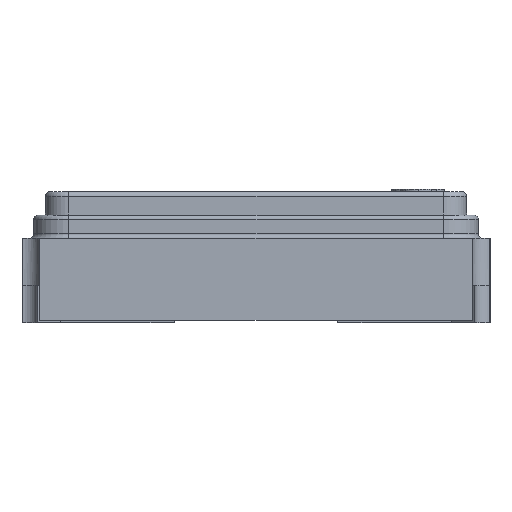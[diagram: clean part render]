
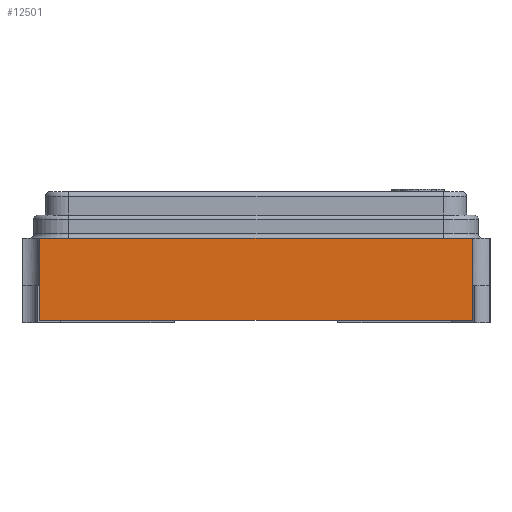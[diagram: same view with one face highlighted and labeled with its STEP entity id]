
A CAD part, left-side view. The second image highlights one B-rep face of the part: STEP entity #12501.
In plain terms, the highlighted planar face has unit normal (-1, 0, 0).
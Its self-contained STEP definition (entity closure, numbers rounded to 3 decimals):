
#24 = DIRECTION ( 'NONE',  ( 0., -1., 0. ) ) ;
#233 = VERTEX_POINT ( 'NONE', #4192 ) ;
#1168 = LINE ( 'NONE', #3453, #10125 ) ;
#1589 = CARTESIAN_POINT ( 'NONE',  ( -1.25, 0.925, 0. ) ) ;
#1604 = EDGE_LOOP ( 'NONE', ( #7823, #11422, #11802, #4584 ) ) ;
#1987 = CARTESIAN_POINT ( 'NONE',  ( -1.25, -0.925, 0.35 ) ) ;
#2180 = VERTEX_POINT ( 'NONE', #1987 ) ;
#2407 = DIRECTION ( 'NONE',  ( 0., -1., 0. ) ) ;
#3051 = DIRECTION ( 'NONE',  ( 0., 0., -1. ) ) ;
#3453 = CARTESIAN_POINT ( 'NONE',  ( -1.25, 1., 0.35 ) ) ;
#4192 = CARTESIAN_POINT ( 'NONE',  ( -1.25, 0.925, 0.35 ) ) ;
#4217 = CARTESIAN_POINT ( 'NONE',  ( -1.25, 0.925, 0. ) ) ;
#4380 = DIRECTION ( 'NONE',  ( 0., 1., 0. ) ) ;
#4386 = EDGE_CURVE ( 'NONE', #13497, #2180, #7049, .T. ) ;
#4442 = CARTESIAN_POINT ( 'NONE',  ( -1.25, 1., 0.35 ) ) ;
#4584 = ORIENTED_EDGE ( 'NONE', *, *, #4386, .T. ) ;
#6061 = CARTESIAN_POINT ( 'NONE',  ( -1.25, 1., 0. ) ) ;
#6419 = CARTESIAN_POINT ( 'NONE',  ( -1.25, -0.925, 0. ) ) ;
#7049 = LINE ( 'NONE', #10328, #10645 ) ;
#7282 = EDGE_CURVE ( 'NONE', #233, #2180, #1168, .T. ) ;
#7453 = EDGE_CURVE ( 'NONE', #233, #9242, #10996, .T. ) ;
#7823 = ORIENTED_EDGE ( 'NONE', *, *, #7282, .F. ) ;
#8024 = FACE_OUTER_BOUND ( 'NONE', #1604, .T. ) ;
#9242 = VERTEX_POINT ( 'NONE', #1589 ) ;
#10125 = VECTOR ( 'NONE', #24, 1000. ) ;
#10328 = CARTESIAN_POINT ( 'NONE',  ( -1.25, -0.925, 0. ) ) ;
#10629 = DIRECTION ( 'NONE',  ( 0., 0., 1. ) ) ;
#10645 = VECTOR ( 'NONE', #10629, 1000. ) ;
#10996 = LINE ( 'NONE', #4217, #13851 ) ;
#11422 = ORIENTED_EDGE ( 'NONE', *, *, #7453, .T. ) ;
#11802 = ORIENTED_EDGE ( 'NONE', *, *, #12000, .T. ) ;
#12000 = EDGE_CURVE ( 'NONE', #9242, #13497, #14338, .T. ) ;
#12194 = VECTOR ( 'NONE', #2407, 1000. ) ;
#12501 = ADVANCED_FACE ( 'NONE', ( #8024 ), #12623, .F. ) ;
#12623 = PLANE ( 'NONE',  #12951 ) ;
#12951 = AXIS2_PLACEMENT_3D ( 'NONE', #4442, #13927, #4380 ) ;
#13497 = VERTEX_POINT ( 'NONE', #6419 ) ;
#13851 = VECTOR ( 'NONE', #3051, 1000. ) ;
#13927 = DIRECTION ( 'NONE',  ( 1., 0., 0. ) ) ;
#14338 = LINE ( 'NONE', #6061, #12194 ) ;
